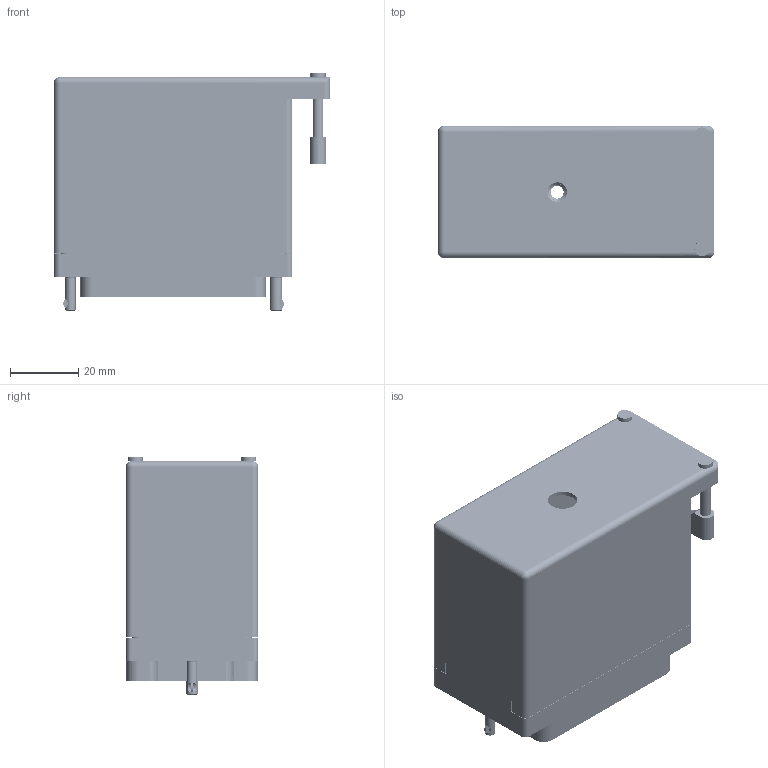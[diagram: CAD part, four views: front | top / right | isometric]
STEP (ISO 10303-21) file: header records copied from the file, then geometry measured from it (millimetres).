
FILE_DESCRIPTION (( 'STEP AP203' ), '1' );
FILE_NAME ('516-120-520-152.STEP', '2020-03-11T03:26:49', ( '' ), ( '' ), 'SwSTEP 2.0', 'SolidWorks 2016', '' );
FILE_SCHEMA (( 'CONFIG_CONTROL_DESIGN' ));
Length unit declared in the file: inch
Products named in the file (8): 516-230-001_Metal - 120 Side Entry; 516-120-520-152; 516-292-001_520 Contact; 516 Plug Insulator_120; 516-252-091-102; 516-222-090-102_090; 516-222-090-102_091; 516-252-095-100
Assembly tree (127 placements, depth 2):
  516-120-520-152
    516 Plug Insulator_120
    516-292-001_520 Contact  x120
    516-230-001_Metal - 120 Side Entry
    516-252-091-102  x2
    516-222-090-102_090
    516-252-095-100
    516-222-090-102_091
Bounding box: 81.03 x 38.86 x 69.93 mm (x, y, z)
Volume: 42768.1 mm3; surface area: 75766.9 mm2
Topology: 127 solids, 127 shells, 11308 faces, 32801 edges, 21763 vertices
Faces by surface type: plane 6928, cylinder 3572, bspline 756, cone 46, torus 4, sphere 2
Entity records: 102751 total; most frequent: CARTESIAN_POINT 24275, ORIENTED_EDGE 15938, DIRECTION 15222, EDGE_CURVE 7969, LINE 5834, VECTOR 5834, VERTEX_POINT 5289, AXIS2_PLACEMENT_3D 4694
